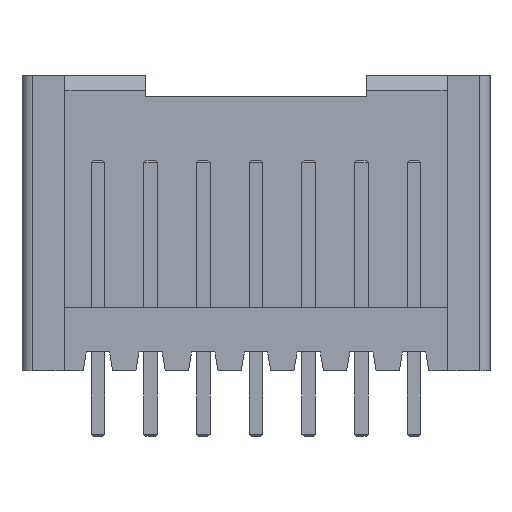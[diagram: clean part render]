
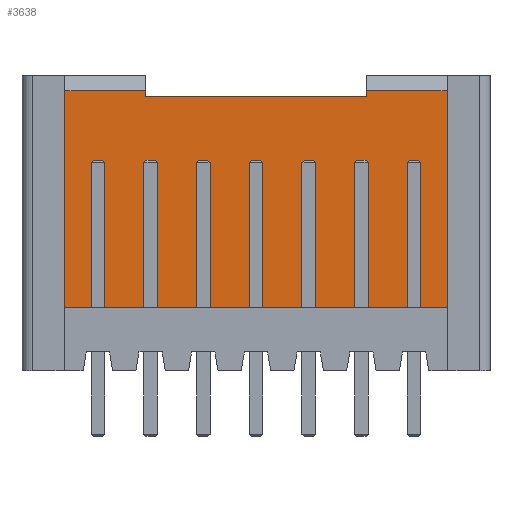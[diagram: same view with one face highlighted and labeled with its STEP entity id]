
A CAD part, front view. The second image highlights one B-rep face of the part: STEP entity #3638.
In plain terms, the highlighted planar face has unit normal (0, -1, 0).
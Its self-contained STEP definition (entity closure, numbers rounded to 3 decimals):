
#270 = PLANE('',#271);
#271 = AXIS2_PLACEMENT_3D('',#272,#273,#274);
#272 = CARTESIAN_POINT('',(17.8,3.1,13.65));
#273 = DIRECTION('',(0.,0.707,-0.707)
);
#274 = DIRECTION('',(1.,0.,0.));
#296 = PLANE('',#297);
#297 = AXIS2_PLACEMENT_3D('',#298,#299,#300);
#298 = CARTESIAN_POINT('',(2.25,3.75,13.));
#299 = DIRECTION('',(-1.,0.,0.));
#300 = DIRECTION('',(0.,0.,1.));
#402 = PLANE('',#403);
#403 = AXIS2_PLACEMENT_3D('',#404,#405,#406);
#404 = CARTESIAN_POINT('',(12.75,3.75,13.));
#405 = DIRECTION('',(0.,0.,-1.));
#406 = DIRECTION('',(-1.,0.,0.));
#430 = PLANE('',#431);
#431 = AXIS2_PLACEMENT_3D('',#432,#433,#434);
#432 = CARTESIAN_POINT('',(12.75,3.75,14.));
#433 = DIRECTION('',(1.,0.,0.));
#434 = DIRECTION('',(0.,0.,-1.));
#1285 = VERTEX_POINT('',#1286);
#1286 = CARTESIAN_POINT('',(2.25,2.75,13.));
#1307 = EDGE_CURVE('',#1285,#1308,#1310,.T.);
#1308 = VERTEX_POINT('',#1309);
#1309 = CARTESIAN_POINT('',(2.25,2.75,13.3));
#1310 = SURFACE_CURVE('',#1311,(#1315,#1321),.PCURVE_S1.);
#1311 = LINE('',#1312,#1313);
#1312 = CARTESIAN_POINT('',(2.25,2.75,13.5));
#1313 = VECTOR('',#1314,1.);
#1314 = DIRECTION('',(0.,0.,1.));
#1315 = PCURVE('',#296,#1316);
#1316 = DEFINITIONAL_REPRESENTATION('',(#1317),#1320);
#1317 = B_SPLINE_CURVE_WITH_KNOTS('',1,(#1318,#1319),.UNSPECIFIED.,.F.,
.F.,(2,2),(-0.6,0.6),.PIECEWISE_BEZIER_KNOTS.);
#1318 = CARTESIAN_POINT('',(-0.1,-1.));
#1319 = CARTESIAN_POINT('',(1.1,-1.));
#1320 = ( GEOMETRIC_REPRESENTATION_CONTEXT(2)
PARAMETRIC_REPRESENTATION_CONTEXT() REPRESENTATION_CONTEXT('2D SPACE',''
) );
#1321 = PCURVE('',#1322,#1327);
#1322 = PLANE('',#1323);
#1323 = AXIS2_PLACEMENT_3D('',#1324,#1325,#1326);
#1324 = CARTESIAN_POINT('',(17.8,2.75,14.));
#1325 = DIRECTION('',(0.,1.,0.));
#1326 = DIRECTION('',(-1.,0.,0.));
#1327 = DEFINITIONAL_REPRESENTATION('',(#1328),#1331);
#1328 = B_SPLINE_CURVE_WITH_KNOTS('',1,(#1329,#1330),.UNSPECIFIED.,.F.,
.F.,(2,2),(-0.6,0.6),.PIECEWISE_BEZIER_KNOTS.);
#1329 = CARTESIAN_POINT('',(15.55,-1.1));
#1330 = CARTESIAN_POINT('',(15.55,0.1));
#1331 = ( GEOMETRIC_REPRESENTATION_CONTEXT(2)
PARAMETRIC_REPRESENTATION_CONTEXT() REPRESENTATION_CONTEXT('2D SPACE',''
) );
#1359 = VERTEX_POINT('',#1360);
#1360 = CARTESIAN_POINT('',(-2.8,2.75,13.3));
#1381 = EDGE_CURVE('',#1308,#1359,#1382,.T.);
#1382 = SURFACE_CURVE('',#1383,(#1387,#1394),.PCURVE_S1.);
#1383 = LINE('',#1384,#1385);
#1384 = CARTESIAN_POINT('',(17.8,2.75,13.3));
#1385 = VECTOR('',#1386,1.);
#1386 = DIRECTION('',(-1.,0.,0.));
#1387 = PCURVE('',#270,#1388);
#1388 = DEFINITIONAL_REPRESENTATION('',(#1389),#1393);
#1389 = LINE('',#1390,#1391);
#1390 = CARTESIAN_POINT('',(-0.,0.495));
#1391 = VECTOR('',#1392,1.);
#1392 = DIRECTION('',(-1.,0.));
#1393 = ( GEOMETRIC_REPRESENTATION_CONTEXT(2)
PARAMETRIC_REPRESENTATION_CONTEXT() REPRESENTATION_CONTEXT('2D SPACE',''
) );
#1394 = PCURVE('',#1322,#1395);
#1395 = DEFINITIONAL_REPRESENTATION('',(#1396),#1400);
#1396 = LINE('',#1397,#1398);
#1397 = CARTESIAN_POINT('',(0.,-0.7));
#1398 = VECTOR('',#1399,1.);
#1399 = DIRECTION('',(1.,0.));
#1400 = ( GEOMETRIC_REPRESENTATION_CONTEXT(2)
PARAMETRIC_REPRESENTATION_CONTEXT() REPRESENTATION_CONTEXT('2D SPACE',''
) );
#1444 = PLANE('',#1445);
#1445 = AXIS2_PLACEMENT_3D('',#1446,#1447,#1448);
#1446 = CARTESIAN_POINT('',(-2.8,2.75,14.));
#1447 = DIRECTION('',(-1.,0.,0.));
#1448 = DIRECTION('',(0.,-1.,0.));
#1528 = PLANE('',#1529);
#1529 = AXIS2_PLACEMENT_3D('',#1530,#1531,#1532);
#1530 = CARTESIAN_POINT('',(7.5,0.,3.));
#1531 = DIRECTION('',(0.,0.,1.));
#1532 = DIRECTION('',(1.,0.,0.));
#3386 = PLANE('',#3387);
#3387 = AXIS2_PLACEMENT_3D('',#3388,#3389,#3390);
#3388 = CARTESIAN_POINT('',(17.8,3.1,13.65));
#3389 = DIRECTION('',(0.,0.707,-0.707
));
#3390 = DIRECTION('',(1.,0.,0.));
#3552 = VERTEX_POINT('',#3553);
#3553 = CARTESIAN_POINT('',(12.75,2.75,13.3));
#3572 = EDGE_CURVE('',#3552,#3573,#3575,.T.);
#3573 = VERTEX_POINT('',#3574);
#3574 = CARTESIAN_POINT('',(12.75,2.75,13.));
#3575 = SURFACE_CURVE('',#3576,(#3580,#3586),.PCURVE_S1.);
#3576 = LINE('',#3577,#3578);
#3577 = CARTESIAN_POINT('',(12.75,2.75,14.));
#3578 = VECTOR('',#3579,1.);
#3579 = DIRECTION('',(0.,0.,-1.));
#3580 = PCURVE('',#430,#3581);
#3581 = DEFINITIONAL_REPRESENTATION('',(#3582),#3585);
#3582 = B_SPLINE_CURVE_WITH_KNOTS('',1,(#3583,#3584),.UNSPECIFIED.,.F.,
.F.,(2,2),(-0.1,1.1),.PIECEWISE_BEZIER_KNOTS.);
#3583 = CARTESIAN_POINT('',(-0.1,-1.));
#3584 = CARTESIAN_POINT('',(1.1,-1.));
#3585 = ( GEOMETRIC_REPRESENTATION_CONTEXT(2)
PARAMETRIC_REPRESENTATION_CONTEXT() REPRESENTATION_CONTEXT('2D SPACE',''
) );
#3586 = PCURVE('',#1322,#3587);
#3587 = DEFINITIONAL_REPRESENTATION('',(#3588),#3591);
#3588 = B_SPLINE_CURVE_WITH_KNOTS('',1,(#3589,#3590),.UNSPECIFIED.,.F.,
.F.,(2,2),(-0.1,1.1),.PIECEWISE_BEZIER_KNOTS.);
#3589 = CARTESIAN_POINT('',(5.05,0.1));
#3590 = CARTESIAN_POINT('',(5.05,-1.1));
#3591 = ( GEOMETRIC_REPRESENTATION_CONTEXT(2)
PARAMETRIC_REPRESENTATION_CONTEXT() REPRESENTATION_CONTEXT('2D SPACE',''
) );
#3619 = EDGE_CURVE('',#3573,#1285,#3620,.T.);
#3620 = SURFACE_CURVE('',#3621,(#3625,#3631),.PCURVE_S1.);
#3621 = LINE('',#3622,#3623);
#3622 = CARTESIAN_POINT('',(15.275,2.75,13.));
#3623 = VECTOR('',#3624,1.);
#3624 = DIRECTION('',(-1.,0.,0.));
#3625 = PCURVE('',#402,#3626);
#3626 = DEFINITIONAL_REPRESENTATION('',(#3627),#3630);
#3627 = B_SPLINE_CURVE_WITH_KNOTS('',1,(#3628,#3629),.UNSPECIFIED.,.F.,
.F.,(2,2),(1.475,14.075),.PIECEWISE_BEZIER_KNOTS.);
#3628 = CARTESIAN_POINT('',(-1.05,-1.));
#3629 = CARTESIAN_POINT('',(11.55,-1.));
#3630 = ( GEOMETRIC_REPRESENTATION_CONTEXT(2)
PARAMETRIC_REPRESENTATION_CONTEXT() REPRESENTATION_CONTEXT('2D SPACE',''
) );
#3631 = PCURVE('',#1322,#3632);
#3632 = DEFINITIONAL_REPRESENTATION('',(#3633),#3636);
#3633 = B_SPLINE_CURVE_WITH_KNOTS('',1,(#3634,#3635),.UNSPECIFIED.,.F.,
.F.,(2,2),(1.475,14.075),.PIECEWISE_BEZIER_KNOTS.);
#3634 = CARTESIAN_POINT('',(4.,-1.));
#3635 = CARTESIAN_POINT('',(16.6,-1.));
#3636 = ( GEOMETRIC_REPRESENTATION_CONTEXT(2)
PARAMETRIC_REPRESENTATION_CONTEXT() REPRESENTATION_CONTEXT('2D SPACE',''
) );
#3638 = ADVANCED_FACE('',(#3639),#1322,.F.);
#3639 = FACE_BOUND('',#3640,.F.);
#3640 = EDGE_LOOP('',(#3641,#3664,#3692,#3715,#3736,#3737,#3738,#3739));
#3641 = ORIENTED_EDGE('',*,*,#3642,.F.);
#3642 = EDGE_CURVE('',#3643,#3552,#3645,.T.);
#3643 = VERTEX_POINT('',#3644);
#3644 = CARTESIAN_POINT('',(17.8,2.75,13.3));
#3645 = SURFACE_CURVE('',#3646,(#3650,#3657),.PCURVE_S1.);
#3646 = LINE('',#3647,#3648);
#3647 = CARTESIAN_POINT('',(17.8,2.75,13.3));
#3648 = VECTOR('',#3649,1.);
#3649 = DIRECTION('',(-1.,0.,0.));
#3650 = PCURVE('',#1322,#3651);
#3651 = DEFINITIONAL_REPRESENTATION('',(#3652),#3656);
#3652 = LINE('',#3653,#3654);
#3653 = CARTESIAN_POINT('',(0.,-0.7));
#3654 = VECTOR('',#3655,1.);
#3655 = DIRECTION('',(1.,0.));
#3656 = ( GEOMETRIC_REPRESENTATION_CONTEXT(2)
PARAMETRIC_REPRESENTATION_CONTEXT() REPRESENTATION_CONTEXT('2D SPACE',''
) );
#3657 = PCURVE('',#3386,#3658);
#3658 = DEFINITIONAL_REPRESENTATION('',(#3659),#3663);
#3659 = LINE('',#3660,#3661);
#3660 = CARTESIAN_POINT('',(-0.,0.495));
#3661 = VECTOR('',#3662,1.);
#3662 = DIRECTION('',(-1.,0.));
#3663 = ( GEOMETRIC_REPRESENTATION_CONTEXT(2)
PARAMETRIC_REPRESENTATION_CONTEXT() REPRESENTATION_CONTEXT('2D SPACE',''
) );
#3664 = ORIENTED_EDGE('',*,*,#3665,.T.);
#3665 = EDGE_CURVE('',#3643,#3666,#3668,.T.);
#3666 = VERTEX_POINT('',#3667);
#3667 = CARTESIAN_POINT('',(17.8,2.75,3.));
#3668 = SURFACE_CURVE('',#3669,(#3673,#3680),.PCURVE_S1.);
#3669 = LINE('',#3670,#3671);
#3670 = CARTESIAN_POINT('',(17.8,2.75,14.));
#3671 = VECTOR('',#3672,1.);
#3672 = DIRECTION('',(-0.,-0.,-1.));
#3673 = PCURVE('',#1322,#3674);
#3674 = DEFINITIONAL_REPRESENTATION('',(#3675),#3679);
#3675 = LINE('',#3676,#3677);
#3676 = CARTESIAN_POINT('',(0.,0.));
#3677 = VECTOR('',#3678,1.);
#3678 = DIRECTION('',(0.,-1.));
#3679 = ( GEOMETRIC_REPRESENTATION_CONTEXT(2)
PARAMETRIC_REPRESENTATION_CONTEXT() REPRESENTATION_CONTEXT('2D SPACE',''
) );
#3680 = PCURVE('',#3681,#3686);
#3681 = PLANE('',#3682);
#3682 = AXIS2_PLACEMENT_3D('',#3683,#3684,#3685);
#3683 = CARTESIAN_POINT('',(17.8,-2.75,14.));
#3684 = DIRECTION('',(1.,0.,0.));
#3685 = DIRECTION('',(0.,1.,0.));
#3686 = DEFINITIONAL_REPRESENTATION('',(#3687),#3691);
#3687 = LINE('',#3688,#3689);
#3688 = CARTESIAN_POINT('',(5.5,0.));
#3689 = VECTOR('',#3690,1.);
#3690 = DIRECTION('',(0.,-1.));
#3691 = ( GEOMETRIC_REPRESENTATION_CONTEXT(2)
PARAMETRIC_REPRESENTATION_CONTEXT() REPRESENTATION_CONTEXT('2D SPACE',''
) );
#3692 = ORIENTED_EDGE('',*,*,#3693,.T.);
#3693 = EDGE_CURVE('',#3666,#3694,#3696,.T.);
#3694 = VERTEX_POINT('',#3695);
#3695 = CARTESIAN_POINT('',(-2.8,2.75,3.));
#3696 = SURFACE_CURVE('',#3697,(#3701,#3708),.PCURVE_S1.);
#3697 = LINE('',#3698,#3699);
#3698 = CARTESIAN_POINT('',(17.8,2.75,3.));
#3699 = VECTOR('',#3700,1.);
#3700 = DIRECTION('',(-1.,0.,0.));
#3701 = PCURVE('',#1322,#3702);
#3702 = DEFINITIONAL_REPRESENTATION('',(#3703),#3707);
#3703 = LINE('',#3704,#3705);
#3704 = CARTESIAN_POINT('',(0.,-11.));
#3705 = VECTOR('',#3706,1.);
#3706 = DIRECTION('',(1.,0.));
#3707 = ( GEOMETRIC_REPRESENTATION_CONTEXT(2)
PARAMETRIC_REPRESENTATION_CONTEXT() REPRESENTATION_CONTEXT('2D SPACE',''
) );
#3708 = PCURVE('',#1528,#3709);
#3709 = DEFINITIONAL_REPRESENTATION('',(#3710),#3714);
#3710 = LINE('',#3711,#3712);
#3711 = CARTESIAN_POINT('',(10.3,2.75));
#3712 = VECTOR('',#3713,1.);
#3713 = DIRECTION('',(-1.,0.));
#3714 = ( GEOMETRIC_REPRESENTATION_CONTEXT(2)
PARAMETRIC_REPRESENTATION_CONTEXT() REPRESENTATION_CONTEXT('2D SPACE',''
) );
#3715 = ORIENTED_EDGE('',*,*,#3716,.F.);
#3716 = EDGE_CURVE('',#1359,#3694,#3717,.T.);
#3717 = SURFACE_CURVE('',#3718,(#3722,#3729),.PCURVE_S1.);
#3718 = LINE('',#3719,#3720);
#3719 = CARTESIAN_POINT('',(-2.8,2.75,14.));
#3720 = VECTOR('',#3721,1.);
#3721 = DIRECTION('',(-0.,-0.,-1.));
#3722 = PCURVE('',#1322,#3723);
#3723 = DEFINITIONAL_REPRESENTATION('',(#3724),#3728);
#3724 = LINE('',#3725,#3726);
#3725 = CARTESIAN_POINT('',(20.6,0.));
#3726 = VECTOR('',#3727,1.);
#3727 = DIRECTION('',(0.,-1.));
#3728 = ( GEOMETRIC_REPRESENTATION_CONTEXT(2)
PARAMETRIC_REPRESENTATION_CONTEXT() REPRESENTATION_CONTEXT('2D SPACE',''
) );
#3729 = PCURVE('',#1444,#3730);
#3730 = DEFINITIONAL_REPRESENTATION('',(#3731),#3735);
#3731 = LINE('',#3732,#3733);
#3732 = CARTESIAN_POINT('',(0.,0.));
#3733 = VECTOR('',#3734,1.);
#3734 = DIRECTION('',(0.,-1.));
#3735 = ( GEOMETRIC_REPRESENTATION_CONTEXT(2)
PARAMETRIC_REPRESENTATION_CONTEXT() REPRESENTATION_CONTEXT('2D SPACE',''
) );
#3736 = ORIENTED_EDGE('',*,*,#1381,.F.);
#3737 = ORIENTED_EDGE('',*,*,#1307,.F.);
#3738 = ORIENTED_EDGE('',*,*,#3619,.F.);
#3739 = ORIENTED_EDGE('',*,*,#3572,.F.);
